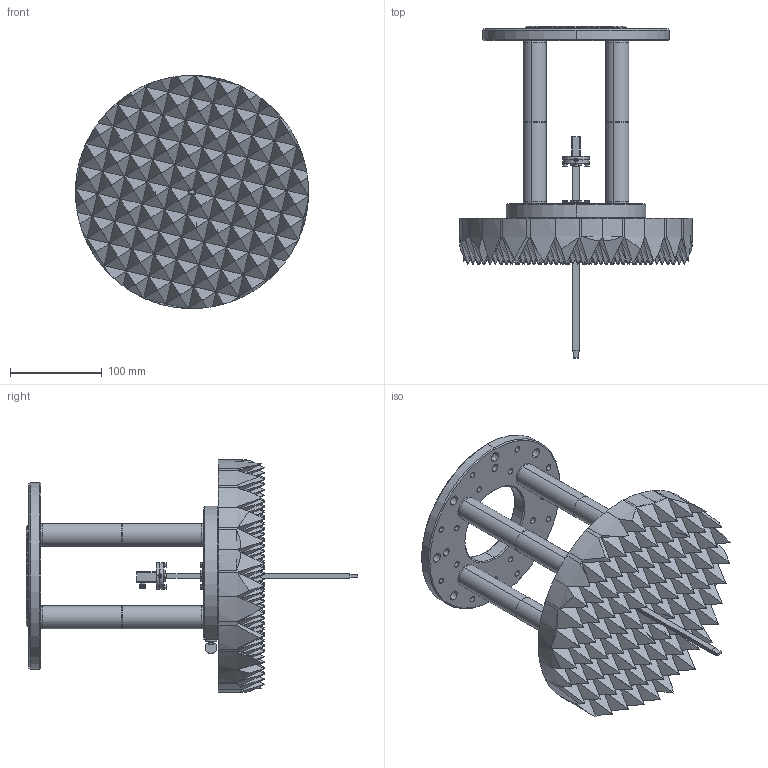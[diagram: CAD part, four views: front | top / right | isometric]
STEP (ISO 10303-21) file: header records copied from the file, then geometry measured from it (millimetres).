
FILE_DESCRIPTION (( 'STEP AP214' ), '1' );
FILE_NAME ('TY-MAA-AP-UC-R, Defeatured.STEP', '2024-07-10T22:09:58', ( '' ), ( '' ), 'SwSTEP 2.0', 'SolidWorks 2021', '' );
FILE_SCHEMA (( 'AUTOMOTIVE_DESIGN' ));
Length unit declared in the file: inch
Products named in the file (1): TY-MAA-AP-UC-R, Defeatured
Bounding box: 253.91 x 361.77 x 253.91 mm (x, y, z)
Volume: 2485766.5 mm3; surface area: 539778 mm2
Topology: 110 solids, 122 shells, 1774 faces, 3807 edges, 2345 vertices
Faces by surface type: plane 761, cylinder 460, bspline 383, cone 154, torus 16
Entity records: 57653 total; most frequent: CARTESIAN_POINT 19334, ORIENTED_EDGE 7606, DIRECTION 6972, EDGE_CURVE 3803, VERTEX_POINT 2345, AXIS2_PLACEMENT_3D 2345, LINE 2282, VECTOR 2282
